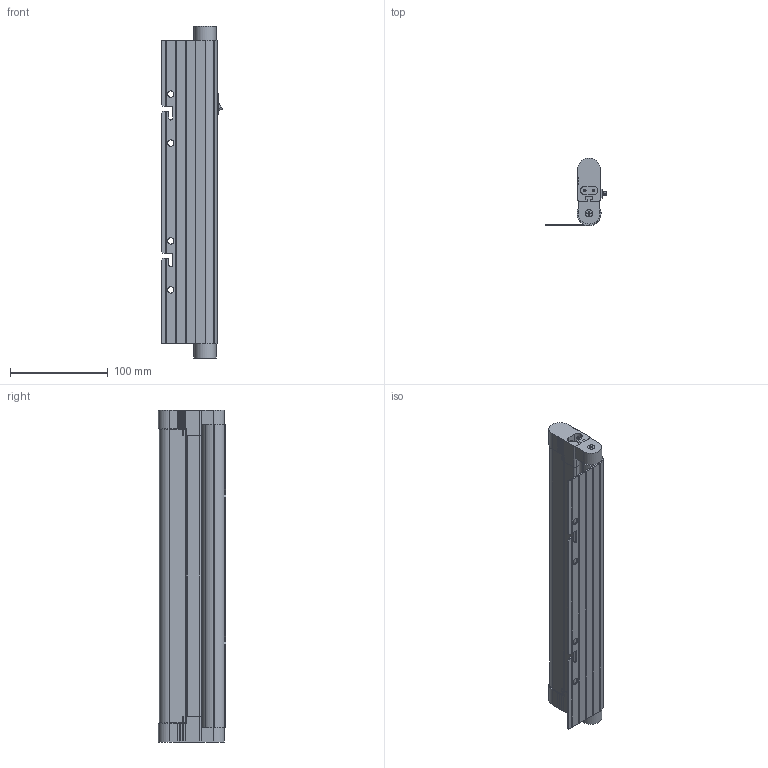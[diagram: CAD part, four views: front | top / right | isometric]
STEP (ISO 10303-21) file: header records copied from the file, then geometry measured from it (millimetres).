
FILE_DESCRIPTION (( 'STEP AP203' ), '1' );
FILE_NAME ('R5LA08.step', '2011-04-11T11:21:54', ( 'User' ), ( 'DKC' ), 'SwSTEP 2.0', 'SolidWorks 2011', '' );
FILE_SCHEMA (( 'CONFIG_CONTROL_DESIGN' ));
Length unit declared in the file: millimetre
Products named in the file (11): R5LA08; on-off1; on-off; Tapping screw DIN 7982-ST3.5x25-C-H-S_Tapping screw DIN 7982-ST3.5x25-C-H-S; cover_R5LA08; joint plate_R5LA08; end-cup; lamp_R5LA08; end-cup2; side; plate_R5LA08
Assembly tree (13 placements, depth 2):
  R5LA08
    on-off
    Tapping screw DIN 7982-ST3.5x25-C-H-S_Tapping screw DIN 7982-ST3.5x25-C-H-S  x2
    side  x2
    cover_R5LA08
    joint plate_R5LA08
    on-off1
    end-cup  x2
    plate_R5LA08
    lamp_R5LA08
    end-cup2
Bounding box: 63.29 x 68.6 x 339 mm (x, y, z)
Volume: 213565.9 mm3; surface area: 191151.9 mm2
Topology: 13 solids, 13 shells, 1038 faces, 2561 edges, 1564 vertices
Faces by surface type: plane 564, cylinder 306, cone 148, bspline 12, torus 8
Entity records: 25669 total; most frequent: CARTESIAN_POINT 4637, DIRECTION 4276, ORIENTED_EDGE 4056, EDGE_CURVE 2028, AXIS2_PLACEMENT_3D 1446, LINE 1384, VECTOR 1384, VERTEX_POINT 1247
